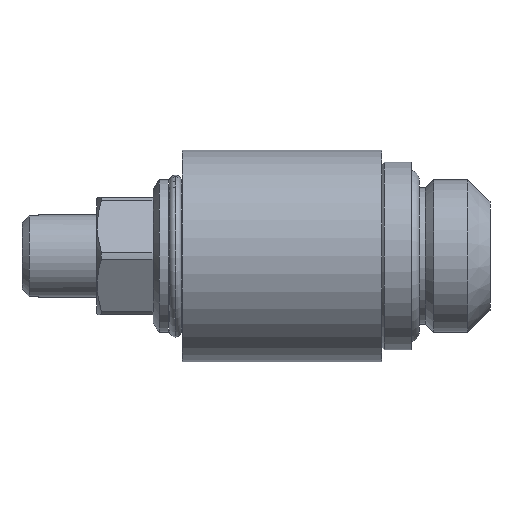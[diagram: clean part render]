
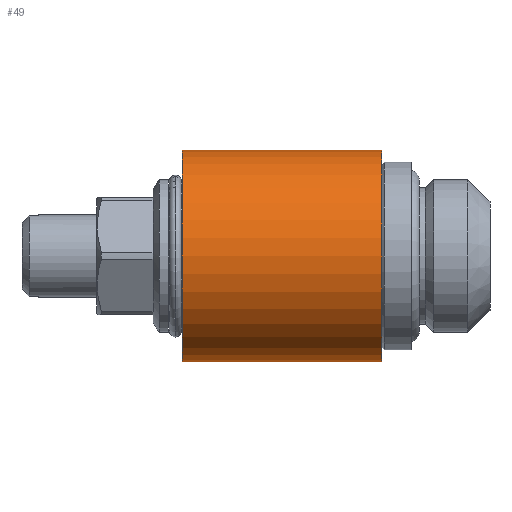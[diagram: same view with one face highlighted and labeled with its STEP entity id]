
A CAD part, left-side view. The second image highlights one B-rep face of the part: STEP entity #49.
In plain terms, the highlighted cylindrical face has radius 9 mm (diameter 18 mm), a partial arc.
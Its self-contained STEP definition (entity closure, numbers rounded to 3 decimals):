
#49 = ADVANCED_FACE ( 'NONE', ( #1140 ), #1146, .T. ) ;
#50 = EDGE_LOOP ( 'NONE', ( #70, #69, #68, #52 ) ) ;
#52 = ORIENTED_EDGE ( 'NONE', *, *, #62, .F. ) ;
#62 = EDGE_CURVE ( 'NONE', #241, #280, #1176, .T. ) ;
#67 = EDGE_CURVE ( 'NONE', #253, #277, #1046, .T. ) ;
#68 = ORIENTED_EDGE ( 'NONE', *, *, #255, .T. ) ;
#69 = ORIENTED_EDGE ( 'NONE', *, *, #67, .F. ) ;
#70 = ORIENTED_EDGE ( 'NONE', *, *, #256, .F. ) ;
#241 = VERTEX_POINT ( 'NONE', #1537 ) ;
#253 = VERTEX_POINT ( 'NONE', #1547 ) ;
#255 = EDGE_CURVE ( 'NONE', #253, #280, #1521, .T. ) ;
#256 = EDGE_CURVE ( 'NONE', #277, #241, #1581, .T. ) ;
#277 = VERTEX_POINT ( 'NONE', #1669 ) ;
#280 = VERTEX_POINT ( 'NONE', #1671 ) ;
#1021 = CARTESIAN_POINT ( 'NONE',  ( 0., 9.2, 0. ) ) ;
#1022 = AXIS2_PLACEMENT_3D ( 'NONE', #1021, #1168, #1165 ) ;
#1046 = CIRCLE ( 'NONE', #1022, 9. ) ;
#1137 = CARTESIAN_POINT ( 'NONE',  ( 0., 31.286, 0. ) ) ;
#1140 = FACE_OUTER_BOUND ( 'NONE', #50, .T. ) ;
#1146 = CYLINDRICAL_SURFACE ( 'NONE', #1162, 9. ) ;
#1150 = DIRECTION ( 'NONE',  ( 0., 0., 1. ) ) ;
#1151 = DIRECTION ( 'NONE',  ( 0., 1., 0. ) ) ;
#1152 = AXIS2_PLACEMENT_3D ( 'NONE', #1175, #1151, #1150 ) ;
#1153 = DIRECTION ( 'NONE',  ( 0., 0., 1. ) ) ;
#1162 = AXIS2_PLACEMENT_3D ( 'NONE', #1137, #1188, #1153 ) ;
#1165 = DIRECTION ( 'NONE',  ( 0., 0., -1. ) ) ;
#1168 = DIRECTION ( 'NONE',  ( 0., -1., 0. ) ) ;
#1175 = CARTESIAN_POINT ( 'NONE',  ( 0., 26.2, 0. ) ) ;
#1176 = CIRCLE ( 'NONE', #1152, 9. ) ;
#1188 = DIRECTION ( 'NONE',  ( 0., 1., 0. ) ) ;
#1521 = LINE ( 'NONE', #1580, #1579 ) ;
#1534 = DIRECTION ( 'NONE',  ( 0., 1., 0. ) ) ;
#1535 = VECTOR ( 'NONE', #1534, 1000. ) ;
#1536 = CARTESIAN_POINT ( 'NONE',  ( 0., 31.286, -9. ) ) ;
#1537 = CARTESIAN_POINT ( 'NONE',  ( 0., 26.2, -9. ) ) ;
#1547 = CARTESIAN_POINT ( 'NONE',  ( 0., 9.2, 9. ) ) ;
#1578 = DIRECTION ( 'NONE',  ( 0., 1., 0. ) ) ;
#1579 = VECTOR ( 'NONE', #1578, 1000. ) ;
#1580 = CARTESIAN_POINT ( 'NONE',  ( 0., 31.286, 9. ) ) ;
#1581 = LINE ( 'NONE', #1536, #1535 ) ;
#1669 = CARTESIAN_POINT ( 'NONE',  ( 0., 9.2, -9. ) ) ;
#1671 = CARTESIAN_POINT ( 'NONE',  ( 0., 26.2, 9. ) ) ;
